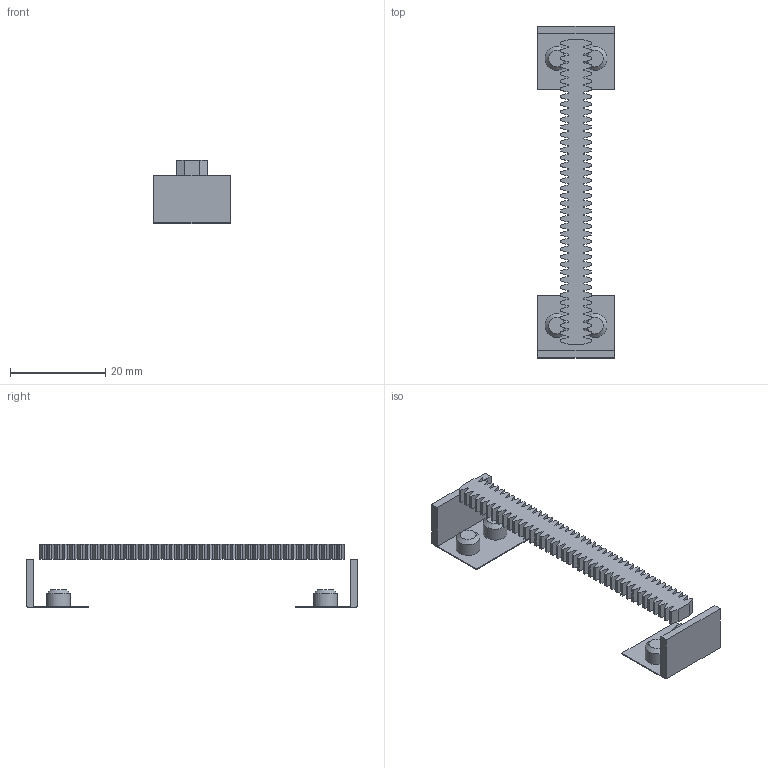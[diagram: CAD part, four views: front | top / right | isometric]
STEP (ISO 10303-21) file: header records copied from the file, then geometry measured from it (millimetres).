
FILE_DESCRIPTION(('Open CASCADE Model'),'2;1');
FILE_NAME('Open CASCADE Shape Model','2025-01-19T18:58:52',('Author'),( 'Open CASCADE'),'Open CASCADE STEP processor 7.7','Open CASCADE 7.7' ,'Unknown');
FILE_SCHEMA(('AUTOMOTIVE_DESIGN { 1 0 10303 214 1 1 1 1 }'));
Length unit declared in the file: millimetre
Products named in the file (5): Open CASCADE STEP translator 7.7 41; Open CASCADE STEP translator 7.7 41.1; Open CASCADE STEP translator 7.7 41.1.1; Open CASCADE STEP translator 7.7 41.1.2; Open CASCADE STEP translator 7.7 41.1.3
Assembly tree (4 placements, depth 3):
  Open CASCADE STEP translator 7.7 41
    Open CASCADE STEP translator 7.7 41.1
      Open CASCADE STEP translator 7.7 41.1.1
      Open CASCADE STEP translator 7.7 41.1.2
      Open CASCADE STEP translator 7.7 41.1.3
Bounding box: 16 x 69.6 x 13.4 mm (x, y, z)
Volume: 1914.7 mm3; surface area: 3469.1 mm2
Topology: 3 solids, 3 shells, 354 faces, 1028 edges, 684 vertices
Faces by surface type: plane 346, cylinder 4, cone 4
Full cylindrical faces by diameter (mm): 5 x4
Entity records: 24874 total; most frequent: CARTESIAN_POINT 4127, DIRECTION 3814, LINE 3064, VECTOR 3064, ORIENTED_EDGE 2056, PCURVE 2056, DEFINITIONAL_REPRESENTATION 2056, EDGE_CURVE 1028
